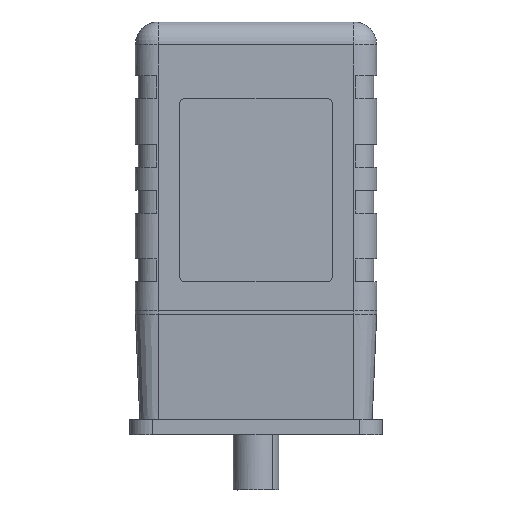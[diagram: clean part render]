
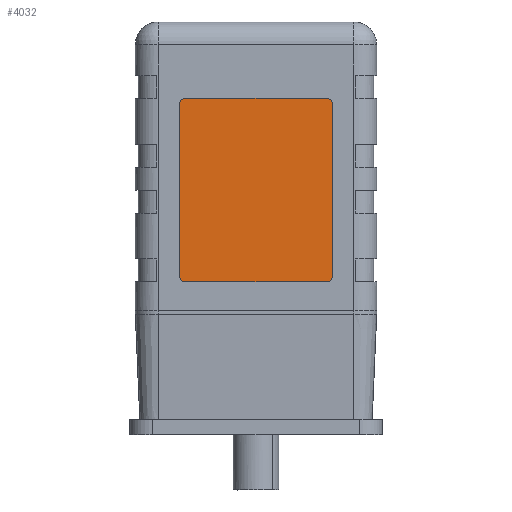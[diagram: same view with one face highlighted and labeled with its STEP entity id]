
A CAD part, left-side view. The second image highlights one B-rep face of the part: STEP entity #4032.
In plain terms, the highlighted planar face has unit normal (-1, 0, 0).
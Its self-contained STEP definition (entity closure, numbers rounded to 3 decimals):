
#3097=AXIS2_PLACEMENT_3D('Circle Axis2P3D',#3095,#3096,$) ;
#3147=AXIS2_PLACEMENT_3D('Circle Axis2P3D',#3145,#3146,$) ;
#3197=AXIS2_PLACEMENT_3D('Circle Axis2P3D',#3195,#3196,$) ;
#3247=AXIS2_PLACEMENT_3D('Circle Axis2P3D',#3245,#3246,$) ;
#4020=AXIS2_PLACEMENT_3D('Plane Axis2P3D',#4017,#4018,#4019) ;
#3063=CARTESIAN_POINT('Line Origine',(0.55,8.25,25.61)) ;
#3067=CARTESIAN_POINT('Vertex',(0.55,3.65,25.61)) ;
#3069=CARTESIAN_POINT('Vertex',(0.55,12.85,25.61)) ;
#3095=CARTESIAN_POINT('Axis2P3D Location',(0.55,3.65,25.21)) ;
#3099=CARTESIAN_POINT('Vertex',(0.55,3.25,25.21)) ;
#3120=CARTESIAN_POINT('Line Origine',(0.55,3.25,19.61)) ;
#3124=CARTESIAN_POINT('Vertex',(0.55,3.25,14.01)) ;
#3145=CARTESIAN_POINT('Axis2P3D Location',(0.55,3.65,14.01)) ;
#3149=CARTESIAN_POINT('Vertex',(0.55,3.65,13.61)) ;
#3170=CARTESIAN_POINT('Line Origine',(0.55,8.25,13.61)) ;
#3174=CARTESIAN_POINT('Vertex',(0.55,12.85,13.61)) ;
#3195=CARTESIAN_POINT('Axis2P3D Location',(0.55,12.85,14.01)) ;
#3199=CARTESIAN_POINT('Vertex',(0.55,13.25,14.01)) ;
#3220=CARTESIAN_POINT('Line Origine',(0.55,13.25,19.61)) ;
#3224=CARTESIAN_POINT('Vertex',(0.55,13.25,25.21)) ;
#3245=CARTESIAN_POINT('Axis2P3D Location',(0.55,12.85,25.21)) ;
#4017=CARTESIAN_POINT('Axis2P3D Location',(0.55,3.25,25.61)) ;
#3064=DIRECTION('Vector Direction',(0.,1.,0.)) ;
#3096=DIRECTION('Axis2P3D Direction',(1.,-0.,0.)) ;
#3121=DIRECTION('Vector Direction',(0.,0.,1.)) ;
#3146=DIRECTION('Axis2P3D Direction',(1.,-0.,0.)) ;
#3171=DIRECTION('Vector Direction',(0.,-1.,0.)) ;
#3196=DIRECTION('Axis2P3D Direction',(1.,-0.,0.)) ;
#3221=DIRECTION('Vector Direction',(0.,0.,-1.)) ;
#3246=DIRECTION('Axis2P3D Direction',(1.,-0.,0.)) ;
#4018=DIRECTION('Axis2P3D Direction',(-1.,0.,0.)) ;
#4019=DIRECTION('Axis2P3D XDirection',(0.,0.,1.)) ;
#3065=VECTOR('Line Direction',#3064,1.) ;
#3122=VECTOR('Line Direction',#3121,1.) ;
#3172=VECTOR('Line Direction',#3171,1.) ;
#3222=VECTOR('Line Direction',#3221,1.) ;
#4023=ORIENTED_EDGE('',*,*,#3226,.T.) ;
#4024=ORIENTED_EDGE('',*,*,#3201,.T.) ;
#4025=ORIENTED_EDGE('',*,*,#3176,.T.) ;
#4026=ORIENTED_EDGE('',*,*,#3151,.T.) ;
#4027=ORIENTED_EDGE('',*,*,#3126,.T.) ;
#4028=ORIENTED_EDGE('',*,*,#3101,.T.) ;
#4029=ORIENTED_EDGE('',*,*,#3071,.T.) ;
#4030=ORIENTED_EDGE('',*,*,#3249,.T.) ;
#4032=ADVANCED_FACE('Hauptk\X2\00F6\X0\rper',(#4031),#4021,.T.) ;
#3098=CIRCLE('generated circle',#3097,0.4) ;
#3148=CIRCLE('generated circle',#3147,0.4) ;
#3198=CIRCLE('generated circle',#3197,0.4) ;
#3248=CIRCLE('generated circle',#3247,0.4) ;
#3071=EDGE_CURVE('',#3068,#3070,#3066,.T.) ;
#3101=EDGE_CURVE('',#3100,#3068,#3098,.F.) ;
#3126=EDGE_CURVE('',#3125,#3100,#3123,.T.) ;
#3151=EDGE_CURVE('',#3150,#3125,#3148,.F.) ;
#3176=EDGE_CURVE('',#3175,#3150,#3173,.T.) ;
#3201=EDGE_CURVE('',#3200,#3175,#3198,.F.) ;
#3226=EDGE_CURVE('',#3225,#3200,#3223,.T.) ;
#3249=EDGE_CURVE('',#3070,#3225,#3248,.F.) ;
#4022=EDGE_LOOP('',(#4023,#4024,#4025,#4026,#4027,#4028,#4029,#4030)) ;
#4031=FACE_OUTER_BOUND('',#4022,.T.) ;
#3066=LINE('Line',#3063,#3065) ;
#3123=LINE('Line',#3120,#3122) ;
#3173=LINE('Line',#3170,#3172) ;
#3223=LINE('Line',#3220,#3222) ;
#4021=PLANE('',#4020) ;
#3068=VERTEX_POINT('',#3067) ;
#3070=VERTEX_POINT('',#3069) ;
#3100=VERTEX_POINT('',#3099) ;
#3125=VERTEX_POINT('',#3124) ;
#3150=VERTEX_POINT('',#3149) ;
#3175=VERTEX_POINT('',#3174) ;
#3200=VERTEX_POINT('',#3199) ;
#3225=VERTEX_POINT('',#3224) ;
